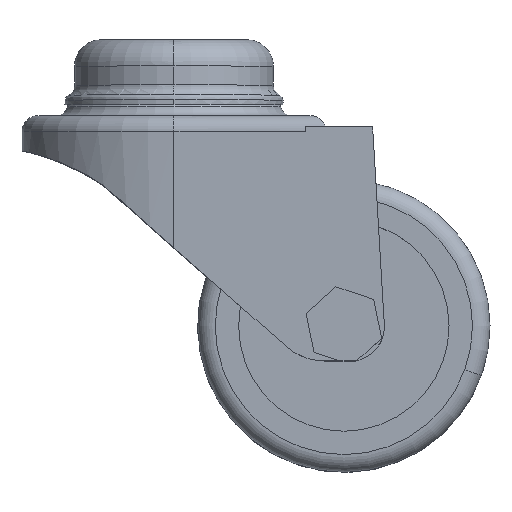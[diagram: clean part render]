
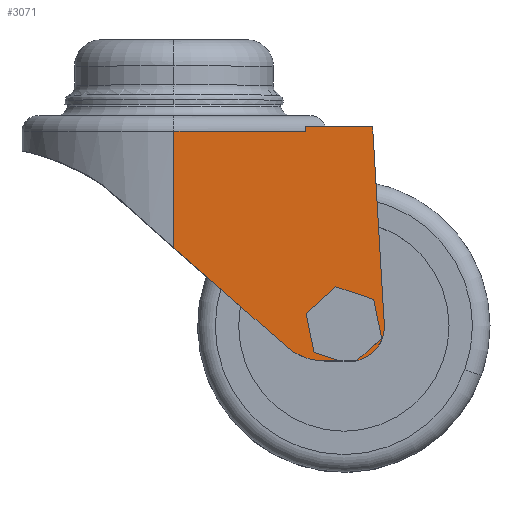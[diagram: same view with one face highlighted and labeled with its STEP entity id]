
A CAD part, top view. The second image highlights one B-rep face of the part: STEP entity #3071.
In plain terms, the highlighted planar face has unit normal (0, 0, 1).
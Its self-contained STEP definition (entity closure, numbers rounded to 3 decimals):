
#4 = VECTOR ( 'NONE', #275, 1000. ) ;
#88 = EDGE_CURVE ( 'NONE', #1518, #3928, #221, .T. ) ;
#123 = DIRECTION ( 'NONE',  ( 0., 0., -1. ) ) ;
#194 = VERTEX_POINT ( 'NONE', #2103 ) ;
#221 = LINE ( 'NONE', #1656, #2331 ) ;
#275 = DIRECTION ( 'NONE',  ( 0.747, 0.665, 0. ) ) ;
#276 = VECTOR ( 'NONE', #4932, 1000. ) ;
#293 = CARTESIAN_POINT ( 'NONE',  ( 26.371, -49.968, 26.438 ) ) ;
#313 = DIRECTION ( 'NONE',  ( 0.059, -0.998, 0. ) ) ;
#315 = VECTOR ( 'NONE', #313, 1000. ) ;
#340 = VERTEX_POINT ( 'NONE', #348 ) ;
#348 = CARTESIAN_POINT ( 'NONE',  ( -4.659, -22.588, 26.438 ) ) ;
#409 = VECTOR ( 'NONE', #990, 1000. ) ;
#412 = ORIENTED_EDGE ( 'NONE', *, *, #88, .F. ) ;
#471 = DIRECTION ( 'NONE',  ( 1., 0., 0. ) ) ;
#485 = ORIENTED_EDGE ( 'NONE', *, *, #2849, .F. ) ;
#544 = DIRECTION ( 'NONE',  ( -0.949, 0.315, 0. ) ) ;
#587 = CARTESIAN_POINT ( 'NONE',  ( 29.368, -1.838, 26.438 ) ) ;
#604 = DIRECTION ( 'NONE',  ( 0., -1., 0. ) ) ;
#648 = AXIS2_PLACEMENT_3D ( 'NONE', #997, #123, #3806 ) ;
#660 = LINE ( 'NONE', #587, #848 ) ;
#673 = VERTEX_POINT ( 'NONE', #4225 ) ;
#739 = DIRECTION ( 'NONE',  ( 0., -1., 0. ) ) ;
#848 = VECTOR ( 'NONE', #2186, 1000. ) ;
#977 = VECTOR ( 'NONE', #4870, 1000. ) ;
#990 = DIRECTION ( 'NONE',  ( 0.949, -0.315, 0. ) ) ;
#997 = CARTESIAN_POINT ( 'NONE',  ( 25.342, -36.084, 26.438 ) ) ;
#1003 = ORIENTED_EDGE ( 'NONE', *, *, #4419, .T. ) ;
#1010 = VERTEX_POINT ( 'NONE', #3404 ) ;
#1078 = VERTEX_POINT ( 'NONE', #2647 ) ;
#1080 = EDGE_CURVE ( 'NONE', #5109, #5008, #1563, .T. ) ;
#1084 = CARTESIAN_POINT ( 'NONE',  ( -4.659, -2., 26.438 ) ) ;
#1095 = VECTOR ( 'NONE', #604, 1000. ) ;
#1138 = ORIENTED_EDGE ( 'NONE', *, *, #1160, .T. ) ;
#1157 = CARTESIAN_POINT ( 'NONE',  ( 17.83, -2.737, 26.438 ) ) ;
#1160 = EDGE_CURVE ( 'NONE', #194, #2011, #4543, .T. ) ;
#1295 = CARTESIAN_POINT ( 'NONE',  ( 30.876, -38.147, 26.438 ) ) ;
#1401 = CARTESIAN_POINT ( 'NONE',  ( 23.734, -42., 26.438 ) ) ;
#1426 = DIRECTION ( 'NONE',  ( -0.202, 0.979, 0. ) ) ;
#1461 = ORIENTED_EDGE ( 'NONE', *, *, #3629, .F. ) ;
#1478 = LINE ( 'NONE', #1084, #1095 ) ;
#1518 = VERTEX_POINT ( 'NONE', #2580 ) ;
#1539 = LINE ( 'NONE', #2157, #3962 ) ;
#1563 = LINE ( 'NONE', #3005, #409 ) ;
#1656 = CARTESIAN_POINT ( 'NONE',  ( -6.487, -19.532, 26.438 ) ) ;
#1663 = LINE ( 'NONE', #4728, #3074 ) ;
#1928 = DIRECTION ( 'NONE',  ( -0.75, 0.662, 0. ) ) ;
#2002 = ORIENTED_EDGE ( 'NONE', *, *, #2544, .T. ) ;
#2011 = VERTEX_POINT ( 'NONE', #2920 ) ;
#2012 = CARTESIAN_POINT ( 'NONE',  ( 17.705, -4.486, 26.438 ) ) ;
#2044 = CARTESIAN_POINT ( 'NONE',  ( -4.659, -42., 26.438 ) ) ;
#2062 = CARTESIAN_POINT ( 'NONE',  ( -4.659, -2.737, 26.438 ) ) ;
#2103 = CARTESIAN_POINT ( 'NONE',  ( 29.368, -1.838, 26.438 ) ) ;
#2105 = VERTEX_POINT ( 'NONE', #3073 ) ;
#2131 = EDGE_CURVE ( 'NONE', #2105, #194, #660, .T. ) ;
#2142 = CARTESIAN_POINT ( 'NONE',  ( 17.894, -1.838, 26.438 ) ) ;
#2157 = CARTESIAN_POINT ( 'NONE',  ( -4.659, -2.737, 26.438 ) ) ;
#2161 = EDGE_LOOP ( 'NONE', ( #5279, #4835, #1138, #2002, #4309, #1003, #4862, #2686, #2668, #3184, #4844, #4577, #412, #4754, #1461, #485 ) ) ;
#2186 = DIRECTION ( 'NONE',  ( 0., 1., 0. ) ) ;
#2269 = EDGE_CURVE ( 'NONE', #673, #340, #3721, .T. ) ;
#2301 = FACE_OUTER_BOUND ( 'NONE', #2161, .T. ) ;
#2331 = VECTOR ( 'NONE', #544, 1000. ) ;
#2373 = LINE ( 'NONE', #4733, #4 ) ;
#2391 = CARTESIAN_POINT ( 'NONE',  ( 21.122, -32., 26.438 ) ) ;
#2452 = VECTOR ( 'NONE', #1426, 1000. ) ;
#2488 = LINE ( 'NONE', #3183, #315 ) ;
#2544 = EDGE_CURVE ( 'NONE', #2011, #5197, #5229, .T. ) ;
#2580 = CARTESIAN_POINT ( 'NONE',  ( 29.499, -31.468, 26.438 ) ) ;
#2609 = VERTEX_POINT ( 'NONE', #4476 ) ;
#2636 = EDGE_CURVE ( 'NONE', #3928, #2609, #4342, .T. ) ;
#2638 = VECTOR ( 'NONE', #1928, 1000. ) ;
#2647 = CARTESIAN_POINT ( 'NONE',  ( 26.599, -41.951, 26.438 ) ) ;
#2668 = ORIENTED_EDGE ( 'NONE', *, *, #2693, .T. ) ;
#2686 = ORIENTED_EDGE ( 'NONE', *, *, #3686, .T. ) ;
#2693 = EDGE_CURVE ( 'NONE', #2703, #5008, #3589, .T. ) ;
#2703 = VERTEX_POINT ( 'NONE', #4120 ) ;
#2742 = CARTESIAN_POINT ( 'NONE',  ( -4.659, -2., 26.438 ) ) ;
#2849 = EDGE_CURVE ( 'NONE', #1010, #1078, #4597, .T. ) ;
#2920 = CARTESIAN_POINT ( 'NONE',  ( 17.894, -1.838, 26.438 ) ) ;
#3005 = CARTESIAN_POINT ( 'NONE',  ( -10.206, -30.742, 26.438 ) ) ;
#3071 = ADVANCED_FACE ( 'NONE', ( #2301 ), #4367, .T. ) ;
#3073 = CARTESIAN_POINT ( 'NONE',  ( 29.368, -2.693, 26.438 ) ) ;
#3074 = VECTOR ( 'NONE', #5131, 1000. ) ;
#3183 = CARTESIAN_POINT ( 'NONE',  ( 29.368, -2.693, 26.438 ) ) ;
#3184 = ORIENTED_EDGE ( 'NONE', *, *, #1080, .F. ) ;
#3332 = VECTOR ( 'NONE', #471, 1000. ) ;
#3382 = AXIS2_PLACEMENT_3D ( 'NONE', #2742, #3560, #739 ) ;
#3404 = CARTESIAN_POINT ( 'NONE',  ( 31.341, -36.168, 26.438 ) ) ;
#3414 = DIRECTION ( 'NONE',  ( 1., 0., 0. ) ) ;
#3560 = DIRECTION ( 'NONE',  ( 0., 0., 1. ) ) ;
#3589 = LINE ( 'NONE', #2044, #3332 ) ;
#3616 = LINE ( 'NONE', #3870, #2452 ) ;
#3620 = EDGE_CURVE ( 'NONE', #2105, #1010, #2488, .T. ) ;
#3624 = DIRECTION ( 'NONE',  ( 0., -1., 0. ) ) ;
#3629 = EDGE_CURVE ( 'NONE', #1078, #4181, #2373, .T. ) ;
#3672 = CARTESIAN_POINT ( 'NONE',  ( 24.743, -27.794, 26.438 ) ) ;
#3686 = EDGE_CURVE ( 'NONE', #673, #2703, #3833, .T. ) ;
#3721 = LINE ( 'NONE', #293, #2638 ) ;
#3806 = DIRECTION ( 'NONE',  ( 1., 0., 0. ) ) ;
#3833 = CIRCLE ( 'NONE', #4702, 10. ) ;
#3870 = CARTESIAN_POINT ( 'NONE',  ( 22.068, 4.576, 26.438 ) ) ;
#3880 = CARTESIAN_POINT ( 'NONE',  ( 23.027, -29.321, 26.438 ) ) ;
#3928 = VERTEX_POINT ( 'NONE', #3880 ) ;
#3962 = VECTOR ( 'NONE', #3414, 1000. ) ;
#3987 = VERTEX_POINT ( 'NONE', #2062 ) ;
#4045 = EDGE_CURVE ( 'NONE', #4181, #1518, #3616, .T. ) ;
#4120 = CARTESIAN_POINT ( 'NONE',  ( 21.122, -42., 26.438 ) ) ;
#4181 = VERTEX_POINT ( 'NONE', #1295 ) ;
#4213 = VECTOR ( 'NONE', #5226, 1000. ) ;
#4225 = CARTESIAN_POINT ( 'NONE',  ( 14.506, -39.498, 26.438 ) ) ;
#4309 = ORIENTED_EDGE ( 'NONE', *, *, #4317, .F. ) ;
#4317 = EDGE_CURVE ( 'NONE', #3987, #5197, #1539, .T. ) ;
#4342 = LINE ( 'NONE', #3672, #977 ) ;
#4367 = PLANE ( 'NONE',  #3382 ) ;
#4419 = EDGE_CURVE ( 'NONE', #3987, #340, #1478, .T. ) ;
#4476 = CARTESIAN_POINT ( 'NONE',  ( 17.931, -33.853, 26.438 ) ) ;
#4480 = EDGE_CURVE ( 'NONE', #2609, #5109, #1663, .T. ) ;
#4543 = LINE ( 'NONE', #2142, #276 ) ;
#4577 = ORIENTED_EDGE ( 'NONE', *, *, #2636, .F. ) ;
#4597 = CIRCLE ( 'NONE', #648, 6. ) ;
#4665 = CARTESIAN_POINT ( 'NONE',  ( 19.308, -40.532, 26.438 ) ) ;
#4702 = AXIS2_PLACEMENT_3D ( 'NONE', #2391, #4855, #3624 ) ;
#4728 = CARTESIAN_POINT ( 'NONE',  ( 10.5, 2.191, 26.438 ) ) ;
#4733 = CARTESIAN_POINT ( 'NONE',  ( 32.593, -36.62, 26.438 ) ) ;
#4754 = ORIENTED_EDGE ( 'NONE', *, *, #4045, .F. ) ;
#4835 = ORIENTED_EDGE ( 'NONE', *, *, #2131, .T. ) ;
#4844 = ORIENTED_EDGE ( 'NONE', *, *, #4480, .F. ) ;
#4855 = DIRECTION ( 'NONE',  ( 0., 0., 1. ) ) ;
#4862 = ORIENTED_EDGE ( 'NONE', *, *, #2269, .F. ) ;
#4870 = DIRECTION ( 'NONE',  ( -0.747, -0.665, 0. ) ) ;
#4932 = DIRECTION ( 'NONE',  ( -1., 0., 0. ) ) ;
#5008 = VERTEX_POINT ( 'NONE', #1401 ) ;
#5109 = VERTEX_POINT ( 'NONE', #4665 ) ;
#5131 = DIRECTION ( 'NONE',  ( 0.202, -0.979, 0. ) ) ;
#5197 = VERTEX_POINT ( 'NONE', #1157 ) ;
#5226 = DIRECTION ( 'NONE',  ( -0.071, -0.997, 0. ) ) ;
#5229 = LINE ( 'NONE', #2012, #4213 ) ;
#5279 = ORIENTED_EDGE ( 'NONE', *, *, #3620, .F. ) ;
